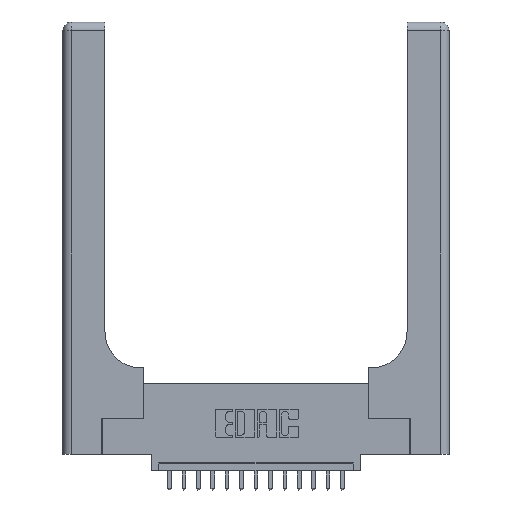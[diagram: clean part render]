
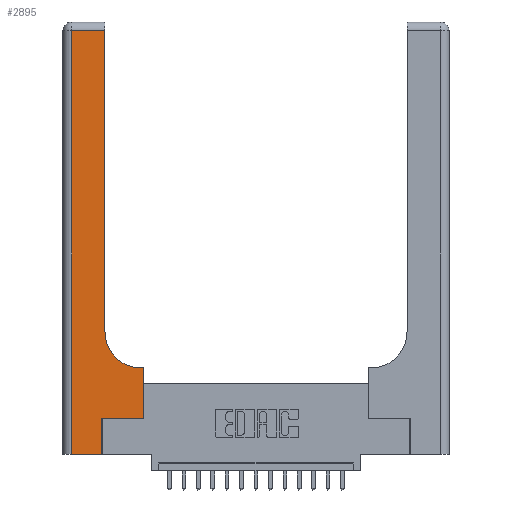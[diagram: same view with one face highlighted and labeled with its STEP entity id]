
A CAD part, top view. The second image highlights one B-rep face of the part: STEP entity #2895.
In plain terms, the highlighted planar face has unit normal (0, 0, 1).
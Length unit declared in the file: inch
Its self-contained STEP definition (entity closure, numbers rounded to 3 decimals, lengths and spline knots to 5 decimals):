
#335 = DIRECTION ( 'NONE',  ( 1., 0., 0. ) ) ;
#726 = CARTESIAN_POINT ( 'NONE',  ( 0.269, 0., 0.37 ) ) ;
#868 = LINE ( 'NONE', #18078, #2722 ) ;
#871 = EDGE_CURVE ( 'NONE', #14367, #1284, #13219, .T. ) ;
#907 = DIRECTION ( 'NONE',  ( 1., 0., 0. ) ) ;
#1058 = CARTESIAN_POINT ( 'NONE',  ( 0.5585, 0.6, 0.37 ) ) ;
#1137 = VECTOR ( 'NONE', #17494, 39.37008 ) ;
#1284 = VERTEX_POINT ( 'NONE', #13905 ) ;
#1332 = VERTEX_POINT ( 'NONE', #2506 ) ;
#1741 = ORIENTED_EDGE ( 'NONE', *, *, #12582, .T. ) ;
#1895 = DIRECTION ( 'NONE',  ( 0., 0., -1. ) ) ;
#1897 = VECTOR ( 'NONE', #8933, 39.37008 ) ;
#1904 = VERTEX_POINT ( 'NONE', #14578 ) ;
#2219 = DIRECTION ( 'NONE',  ( 0., 1., 0. ) ) ;
#2354 = CARTESIAN_POINT ( 'NONE',  ( 0.269, 0., 0.37 ) ) ;
#2506 = CARTESIAN_POINT ( 'NONE',  ( 0.5585, 0.25, 0.37 ) ) ;
#2641 = CARTESIAN_POINT ( 'NONE',  ( 0.06, 0., 0.37 ) ) ;
#2722 = VECTOR ( 'NONE', #12300, 39.37008 ) ;
#2879 = VECTOR ( 'NONE', #907, 39.37008 ) ;
#2895 = ADVANCED_FACE ( 'NONE', ( #7218 ), #9463, .F. ) ;
#3041 = LINE ( 'NONE', #6238, #17770 ) ;
#3221 = CARTESIAN_POINT ( 'NONE',  ( 0.5585, 0.25, 0.37 ) ) ;
#3345 = DIRECTION ( 'NONE',  ( 0., 1., 0. ) ) ;
#3642 = VECTOR ( 'NONE', #3345, 39.37008 ) ;
#3971 = ORIENTED_EDGE ( 'NONE', *, *, #16827, .T. ) ;
#5086 = LINE ( 'NONE', #7263, #1137 ) ;
#5087 = VERTEX_POINT ( 'NONE', #2641 ) ;
#5113 = EDGE_CURVE ( 'NONE', #1904, #5087, #868, .T. ) ;
#5120 = VECTOR ( 'NONE', #8035, 39.37008 ) ;
#5272 = EDGE_CURVE ( 'NONE', #1284, #13116, #10142, .T. ) ;
#5325 = VECTOR ( 'NONE', #2219, 39.37008 ) ;
#5571 = VERTEX_POINT ( 'NONE', #2354 ) ;
#5620 = AXIS2_PLACEMENT_3D ( 'NONE', #9284, #1895, #13708 ) ;
#6238 = CARTESIAN_POINT ( 'NONE',  ( 0.269, 0.25, 0.37 ) ) ;
#6348 = ORIENTED_EDGE ( 'NONE', *, *, #11544, .T. ) ;
#6594 = EDGE_CURVE ( 'NONE', #5087, #5571, #7084, .T. ) ;
#6607 = DIRECTION ( 'NONE',  ( 0., 0., -1. ) ) ;
#6875 = CARTESIAN_POINT ( 'NONE',  ( 0., 0., 0.37 ) ) ;
#7084 = LINE ( 'NONE', #6875, #2879 ) ;
#7218 = FACE_OUTER_BOUND ( 'NONE', #11032, .T. ) ;
#7238 = CARTESIAN_POINT ( 'NONE',  ( 0.269, 0.25, 0.37 ) ) ;
#7263 = CARTESIAN_POINT ( 'NONE',  ( 0., 2.94, 0.37 ) ) ;
#7633 = ORIENTED_EDGE ( 'NONE', *, *, #6594, .T. ) ;
#8035 = DIRECTION ( 'NONE',  ( 0., 1., 0. ) ) ;
#8155 = LINE ( 'NONE', #10917, #5120 ) ;
#8704 = ORIENTED_EDGE ( 'NONE', *, *, #17554, .T. ) ;
#8933 = DIRECTION ( 'NONE',  ( -1., 0., 0. ) ) ;
#9284 = CARTESIAN_POINT ( 'NONE',  ( 0.5415, 0.85, 0.37 ) ) ;
#9463 = PLANE ( 'NONE',  #11916 ) ;
#10142 = CIRCLE ( 'NONE', #5620, 0.25 ) ;
#10458 = VERTEX_POINT ( 'NONE', #7238 ) ;
#10917 = CARTESIAN_POINT ( 'NONE',  ( 0.2915, 3., 0.37 ) ) ;
#11032 = EDGE_LOOP ( 'NONE', ( #3971, #8704, #17976, #7633, #1741, #11915, #6348, #11882, #12596 ) ) ;
#11275 = LINE ( 'NONE', #3221, #3642 ) ;
#11544 = EDGE_CURVE ( 'NONE', #1332, #14367, #11275, .T. ) ;
#11882 = ORIENTED_EDGE ( 'NONE', *, *, #871, .T. ) ;
#11915 = ORIENTED_EDGE ( 'NONE', *, *, #15573, .T. ) ;
#11916 = AXIS2_PLACEMENT_3D ( 'NONE', #16965, #6607, #16787 ) ;
#12300 = DIRECTION ( 'NONE',  ( 0., -1., 0. ) ) ;
#12582 = EDGE_CURVE ( 'NONE', #5571, #10458, #17037, .T. ) ;
#12596 = ORIENTED_EDGE ( 'NONE', *, *, #5272, .T. ) ;
#12815 = VERTEX_POINT ( 'NONE', #13002 ) ;
#13002 = CARTESIAN_POINT ( 'NONE',  ( 0.2915, 2.94, 0.37 ) ) ;
#13116 = VERTEX_POINT ( 'NONE', #16292 ) ;
#13219 = LINE ( 'NONE', #17677, #1897 ) ;
#13708 = DIRECTION ( 'NONE',  ( 1., 0., 0. ) ) ;
#13905 = CARTESIAN_POINT ( 'NONE',  ( 0.5415, 0.6, 0.37 ) ) ;
#14367 = VERTEX_POINT ( 'NONE', #1058 ) ;
#14578 = CARTESIAN_POINT ( 'NONE',  ( 0.06, 2.94, 0.37 ) ) ;
#15573 = EDGE_CURVE ( 'NONE', #10458, #1332, #3041, .T. ) ;
#16292 = CARTESIAN_POINT ( 'NONE',  ( 0.2915, 0.85, 0.37 ) ) ;
#16787 = DIRECTION ( 'NONE',  ( -1., 0., 0. ) ) ;
#16827 = EDGE_CURVE ( 'NONE', #13116, #12815, #8155, .T. ) ;
#16965 = CARTESIAN_POINT ( 'NONE',  ( 0., 3., 0.37 ) ) ;
#17037 = LINE ( 'NONE', #726, #5325 ) ;
#17494 = DIRECTION ( 'NONE',  ( -1., 0., 0. ) ) ;
#17554 = EDGE_CURVE ( 'NONE', #12815, #1904, #5086, .T. ) ;
#17677 = CARTESIAN_POINT ( 'NONE',  ( 0.2915, 0.6, 0.37 ) ) ;
#17770 = VECTOR ( 'NONE', #335, 39.37008 ) ;
#17976 = ORIENTED_EDGE ( 'NONE', *, *, #5113, .T. ) ;
#18078 = CARTESIAN_POINT ( 'NONE',  ( 0.06, 3., 0.37 ) ) ;
